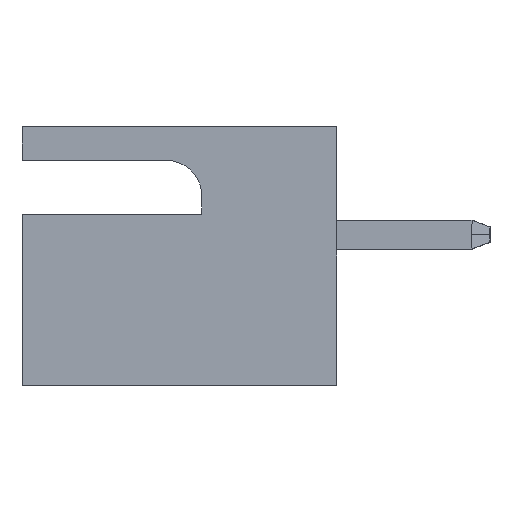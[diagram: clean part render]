
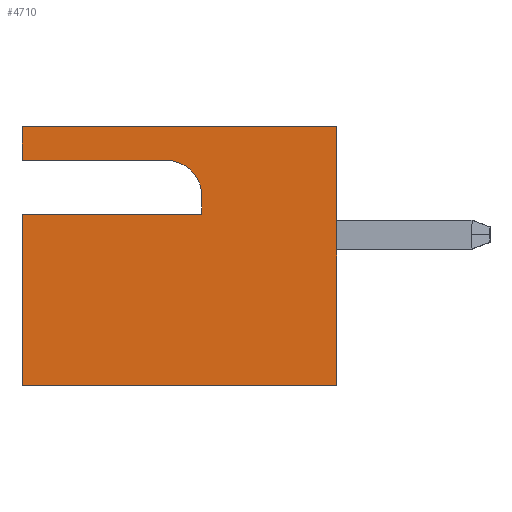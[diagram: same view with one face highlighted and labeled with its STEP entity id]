
A CAD part, left-side view. The second image highlights one B-rep face of the part: STEP entity #4710.
In plain terms, the highlighted planar face has unit normal (-1, 0, 0).
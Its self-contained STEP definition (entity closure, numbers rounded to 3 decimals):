
#71 = CARTESIAN_POINT ( 'NONE',  ( -17.5, 3., 1.325 ) ) ;
#78 = LINE ( 'NONE', #3228, #4386 ) ;
#166 = VECTOR ( 'NONE', #3108, 1000. ) ;
#262 = VECTOR ( 'NONE', #6192, 1000. ) ;
#348 = CARTESIAN_POINT ( 'NONE',  ( -17.5, 7., 2.125 ) ) ;
#388 = VECTOR ( 'NONE', #3759, 1000. ) ;
#493 = VERTEX_POINT ( 'NONE', #5591 ) ;
#547 = LINE ( 'NONE', #4642, #4326 ) ;
#750 = VERTEX_POINT ( 'NONE', #1997 ) ;
#793 = EDGE_CURVE ( 'NONE', #4248, #5089, #1160, .T. ) ;
#809 = EDGE_LOOP ( 'NONE', ( #4827, #979, #6620, #3863, #1552, #4817, #4218, #5508, #5881 ) ) ;
#967 = CARTESIAN_POINT ( 'NONE',  ( -17.5, 7., 0.925 ) ) ;
#979 = ORIENTED_EDGE ( 'NONE', *, *, #4291, .T. ) ;
#1156 = CARTESIAN_POINT ( 'NONE',  ( -17.5, 7., 2.875 ) ) ;
#1160 = LINE ( 'NONE', #5798, #3591 ) ;
#1362 = VERTEX_POINT ( 'NONE', #3582 ) ;
#1413 = DIRECTION ( 'NONE',  ( 1., 0., 0. ) ) ;
#1536 = CARTESIAN_POINT ( 'NONE',  ( -17.5, 7., 2.875 ) ) ;
#1552 = ORIENTED_EDGE ( 'NONE', *, *, #2156, .T. ) ;
#1661 = LINE ( 'NONE', #3736, #6169 ) ;
#1686 = LINE ( 'NONE', #3288, #388 ) ;
#1787 = AXIS2_PLACEMENT_3D ( 'NONE', #2708, #4287, #6352 ) ;
#1997 = CARTESIAN_POINT ( 'NONE',  ( -17.5, 3.8, 2.125 ) ) ;
#2156 = EDGE_CURVE ( 'NONE', #5089, #4795, #4088, .T. ) ;
#2257 = PLANE ( 'NONE',  #1787 ) ;
#2481 = DIRECTION ( 'NONE',  ( 0., 0., 1. ) ) ;
#2572 = LINE ( 'NONE', #1536, #166 ) ;
#2651 = EDGE_CURVE ( 'NONE', #750, #4248, #3130, .T. ) ;
#2705 = AXIS2_PLACEMENT_3D ( 'NONE', #4511, #1413, #5013 ) ;
#2708 = CARTESIAN_POINT ( 'NONE',  ( -17.5, 7., -2.875 ) ) ;
#3108 = DIRECTION ( 'NONE',  ( 0., -1., 0. ) ) ;
#3130 = CIRCLE ( 'NONE', #2705, 0.8 ) ;
#3228 = CARTESIAN_POINT ( 'NONE',  ( -17.5, 0., -2.875 ) ) ;
#3288 = CARTESIAN_POINT ( 'NONE',  ( -17.5, 7., 2.125 ) ) ;
#3542 = VERTEX_POINT ( 'NONE', #4573 ) ;
#3582 = CARTESIAN_POINT ( 'NONE',  ( -17.5, 7., -2.875 ) ) ;
#3589 = EDGE_CURVE ( 'NONE', #4359, #4188, #547, .T. ) ;
#3591 = VECTOR ( 'NONE', #6335, 1000. ) ;
#3687 = EDGE_CURVE ( 'NONE', #1362, #3542, #1661, .T. ) ;
#3736 = CARTESIAN_POINT ( 'NONE',  ( -17.5, 7., -2.875 ) ) ;
#3759 = DIRECTION ( 'NONE',  ( 0., -1., 0. ) ) ;
#3863 = ORIENTED_EDGE ( 'NONE', *, *, #793, .T. ) ;
#3938 = EDGE_CURVE ( 'NONE', #1362, #4795, #5554, .T. ) ;
#4004 = CARTESIAN_POINT ( 'NONE',  ( -17.5, 7., -2.875 ) ) ;
#4088 = LINE ( 'NONE', #967, #262 ) ;
#4188 = VERTEX_POINT ( 'NONE', #1156 ) ;
#4218 = ORIENTED_EDGE ( 'NONE', *, *, #3687, .T. ) ;
#4248 = VERTEX_POINT ( 'NONE', #71 ) ;
#4287 = DIRECTION ( 'NONE',  ( 1., 0., 0. ) ) ;
#4291 = EDGE_CURVE ( 'NONE', #4359, #750, #1686, .T. ) ;
#4326 = VECTOR ( 'NONE', #5215, 1000. ) ;
#4359 = VERTEX_POINT ( 'NONE', #348 ) ;
#4386 = VECTOR ( 'NONE', #4681, 1000. ) ;
#4505 = EDGE_CURVE ( 'NONE', #4188, #493, #2572, .T. ) ;
#4511 = CARTESIAN_POINT ( 'NONE',  ( -17.5, 3.8, 1.325 ) ) ;
#4573 = CARTESIAN_POINT ( 'NONE',  ( -17.5, 0., -2.875 ) ) ;
#4642 = CARTESIAN_POINT ( 'NONE',  ( -17.5, 7., -2.875 ) ) ;
#4681 = DIRECTION ( 'NONE',  ( 0., 0., 1. ) ) ;
#4710 = ADVANCED_FACE ( 'NONE', ( #5921 ), #2257, .F. ) ;
#4795 = VERTEX_POINT ( 'NONE', #5951 ) ;
#4817 = ORIENTED_EDGE ( 'NONE', *, *, #3938, .F. ) ;
#4827 = ORIENTED_EDGE ( 'NONE', *, *, #3589, .F. ) ;
#4974 = EDGE_CURVE ( 'NONE', #3542, #493, #78, .T. ) ;
#5013 = DIRECTION ( 'NONE',  ( 0., 0., -1. ) ) ;
#5089 = VERTEX_POINT ( 'NONE', #5909 ) ;
#5215 = DIRECTION ( 'NONE',  ( 0., 0., 1. ) ) ;
#5508 = ORIENTED_EDGE ( 'NONE', *, *, #4974, .T. ) ;
#5554 = LINE ( 'NONE', #4004, #6387 ) ;
#5591 = CARTESIAN_POINT ( 'NONE',  ( -17.5, 0., 2.875 ) ) ;
#5798 = CARTESIAN_POINT ( 'NONE',  ( -17.5, 3., 1.325 ) ) ;
#5881 = ORIENTED_EDGE ( 'NONE', *, *, #4505, .F. ) ;
#5909 = CARTESIAN_POINT ( 'NONE',  ( -17.5, 3., 0.925 ) ) ;
#5921 = FACE_OUTER_BOUND ( 'NONE', #809, .T. ) ;
#5951 = CARTESIAN_POINT ( 'NONE',  ( -17.5, 7., 0.925 ) ) ;
#6169 = VECTOR ( 'NONE', #6176, 1000. ) ;
#6176 = DIRECTION ( 'NONE',  ( 0., -1., 0. ) ) ;
#6192 = DIRECTION ( 'NONE',  ( 0., 1., 0. ) ) ;
#6335 = DIRECTION ( 'NONE',  ( 0., 0., -1. ) ) ;
#6352 = DIRECTION ( 'NONE',  ( 0., 0., -1. ) ) ;
#6387 = VECTOR ( 'NONE', #2481, 1000. ) ;
#6620 = ORIENTED_EDGE ( 'NONE', *, *, #2651, .T. ) ;
